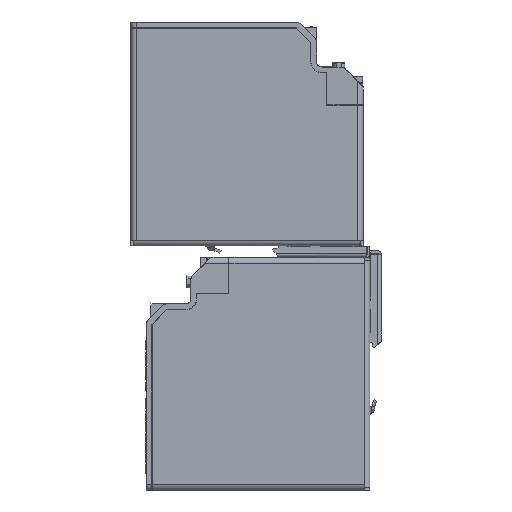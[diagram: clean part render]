
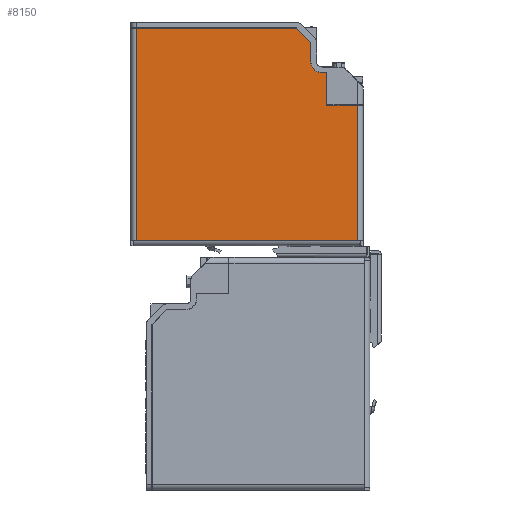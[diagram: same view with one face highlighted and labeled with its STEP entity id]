
A CAD part, left-side view. The second image highlights one B-rep face of the part: STEP entity #8150.
In plain terms, the highlighted planar face has unit normal (-1, 0, 0).
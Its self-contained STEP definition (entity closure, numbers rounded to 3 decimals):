
#8150 = ADVANCED_FACE( '', ( #17560 ), #17561, .F. );
#17560 = FACE_OUTER_BOUND( '', #28206, .T. );
#17561 = PLANE( '', #28207 );
#28206 = EDGE_LOOP( '', ( #56304, #56305, #56306, #56307, #56308, #56309, #56310, #56311, #56312, #56313, #56314, #56315 ) );
#28207 = AXIS2_PLACEMENT_3D( '', #56316, #56317, #56318 );
#56304 = ORIENTED_EDGE( '', *, *, #71225, .T. );
#56305 = ORIENTED_EDGE( '', *, *, #70585, .T. );
#56306 = ORIENTED_EDGE( '', *, *, #71390, .T. );
#56307 = ORIENTED_EDGE( '', *, *, #75545, .T. );
#56308 = ORIENTED_EDGE( '', *, *, #70875, .T. );
#56309 = ORIENTED_EDGE( '', *, *, #69311, .T. );
#56310 = ORIENTED_EDGE( '', *, *, #66816, .F. );
#56311 = ORIENTED_EDGE( '', *, *, #66415, .F. );
#56312 = ORIENTED_EDGE( '', *, *, #75013, .T. );
#56313 = ORIENTED_EDGE( '', *, *, #70029, .F. );
#56314 = ORIENTED_EDGE( '', *, *, #71638, .T. );
#56315 = ORIENTED_EDGE( '', *, *, #71590, .T. );
#56316 = CARTESIAN_POINT( '', ( -120., 0., -1.5 ) );
#56317 = DIRECTION( '', ( 1., 0., 0. ) );
#56318 = DIRECTION( '', ( 0., 0., 1. ) );
#66415 = EDGE_CURVE( '', #78868, #78870, #78871, .T. );
#66816 = EDGE_CURVE( '', #78870, #79597, #79598, .T. );
#69311 = EDGE_CURVE( '', #83861, #79597, #83862, .T. );
#70029 = EDGE_CURVE( '', #85017, #85019, #85020, .T. );
#70585 = EDGE_CURVE( '', #85948, #85946, #85949, .T. );
#70875 = EDGE_CURVE( '', #86407, #83861, #86408, .T. );
#71225 = EDGE_CURVE( '', #86961, #85948, #86962, .T. );
#71390 = EDGE_CURVE( '', #85946, #87208, #87210, .T. );
#71590 = EDGE_CURVE( '', #87513, #86961, #87515, .T. );
#71638 = EDGE_CURVE( '', #85017, #87513, #87582, .T. );
#75013 = EDGE_CURVE( '', #78868, #85019, #92259, .T. );
#75545 = EDGE_CURVE( '', #87208, #86407, #92908, .T. );
#78868 = VERTEX_POINT( '', #97911 );
#78870 = VERTEX_POINT( '', #97914 );
#78871 = LINE( '', #97915, #97916 );
#79597 = VERTEX_POINT( '', #99161 );
#79598 = LINE( '', #99162, #99163 );
#83861 = VERTEX_POINT( '', #106987 );
#83862 = LINE( '', #106988, #106989 );
#85017 = VERTEX_POINT( '', #109457 );
#85019 = VERTEX_POINT( '', #109460 );
#85020 = LINE( '', #109461, #109462 );
#85946 = VERTEX_POINT( '', #111722 );
#85948 = VERTEX_POINT( '', #111725 );
#85949 = LINE( '', #111726, #111727 );
#86407 = VERTEX_POINT( '', #112730 );
#86408 = LINE( '', #112731, #112732 );
#86961 = VERTEX_POINT( '', #113891 );
#86962 = CIRCLE( '', #113892, 6. );
#87208 = VERTEX_POINT( '', #114309 );
#87210 = LINE( '', #114312, #114313 );
#87513 = VERTEX_POINT( '', #115144 );
#87515 = LINE( '', #115147, #115148 );
#87582 = LINE( '', #115328, #115329 );
#92259 = LINE( '', #125717, #125718 );
#92908 = LINE( '', #126971, #126972 );
#97911 = CARTESIAN_POINT( '', ( -120., 3.002, -3. ) );
#97914 = CARTESIAN_POINT( '', ( -120., 3., -3. ) );
#97915 = CARTESIAN_POINT( '', ( -120., 3.002, -3. ) );
#97916 = VECTOR( '', #131182, 1000. );
#99161 = CARTESIAN_POINT( '', ( -120., 3., -122. ) );
#99162 = CARTESIAN_POINT( '', ( -120., 3., -1.5 ) );
#99163 = VECTOR( '', #131584, 1000. );
#106987 = CARTESIAN_POINT( '', ( -120., 3.002, -122. ) );
#106988 = CARTESIAN_POINT( '', ( -120., 3.002, -122. ) );
#106989 = VECTOR( '', #133903, 1000. );
#109457 = CARTESIAN_POINT( '', ( -120., 75.763, -19.56 ) );
#109460 = CARTESIAN_POINT( '', ( -120., 75.763, -3. ) );
#109461 = CARTESIAN_POINT( '', ( -120., 75.763, -1.5 ) );
#109462 = VECTOR( '', #134549, 1000. );
#111722 = CARTESIAN_POINT( '', ( -120., 109.289, -28.1 ) );
#111725 = CARTESIAN_POINT( '', ( -120., 99.11, -28.1 ) );
#111726 = CARTESIAN_POINT( '', ( -120., 0., -28.1 ) );
#111727 = VECTOR( '', #135042, 1000. );
#112730 = CARTESIAN_POINT( '', ( -120., 117.11, -122. ) );
#112731 = CARTESIAN_POINT( '', ( -120., 3.002, -122. ) );
#112732 = VECTOR( '', #135295, 1000. );
#113891 = CARTESIAN_POINT( '', ( -120., 93.11, -22.1 ) );
#113892 = AXIS2_PLACEMENT_3D( '', #135617, #135618, #135619 );
#114309 = CARTESIAN_POINT( '', ( -120., 117.11, -35.921 ) );
#114312 = CARTESIAN_POINT( '', ( -120., 109.189, -28. ) );
#114313 = VECTOR( '', #135785, 1000. );
#115144 = CARTESIAN_POINT( '', ( -120., 93.11, -19.56 ) );
#115147 = CARTESIAN_POINT( '', ( -120., 93.11, -11.921 ) );
#115148 = VECTOR( '', #135936, 1000. );
#115328 = CARTESIAN_POINT( '', ( -120., 0., -19.56 ) );
#115329 = VECTOR( '', #135965, 1000. );
#125717 = CARTESIAN_POINT( '', ( -120., 3.002, -3. ) );
#125718 = VECTOR( '', #138627, 1000. );
#126971 = CARTESIAN_POINT( '', ( -120., 117.11, -35.921 ) );
#126972 = VECTOR( '', #139010, 1000. );
#131182 = DIRECTION( '', ( 0., -1., 0. ) );
#131584 = DIRECTION( '', ( 0., 0., -1. ) );
#133903 = DIRECTION( '', ( 0., -1., 0. ) );
#134549 = DIRECTION( '', ( 0., 0., 1. ) );
#135042 = DIRECTION( '', ( 0., 1., 0. ) );
#135295 = DIRECTION( '', ( 0., -1., 0. ) );
#135617 = CARTESIAN_POINT( '', ( -120., 99.11, -22.1 ) );
#135618 = DIRECTION( '', ( 1., 0., 0. ) );
#135619 = DIRECTION( '', ( 0., 1., 0. ) );
#135785 = DIRECTION( '', ( 0., 0.707, -0.707 ) );
#135936 = DIRECTION( '', ( 0., 0., -1. ) );
#135965 = DIRECTION( '', ( 0., 1., 0. ) );
#138627 = DIRECTION( '', ( 0., 1., 0. ) );
#139010 = DIRECTION( '', ( 0., 0., -1. ) );
